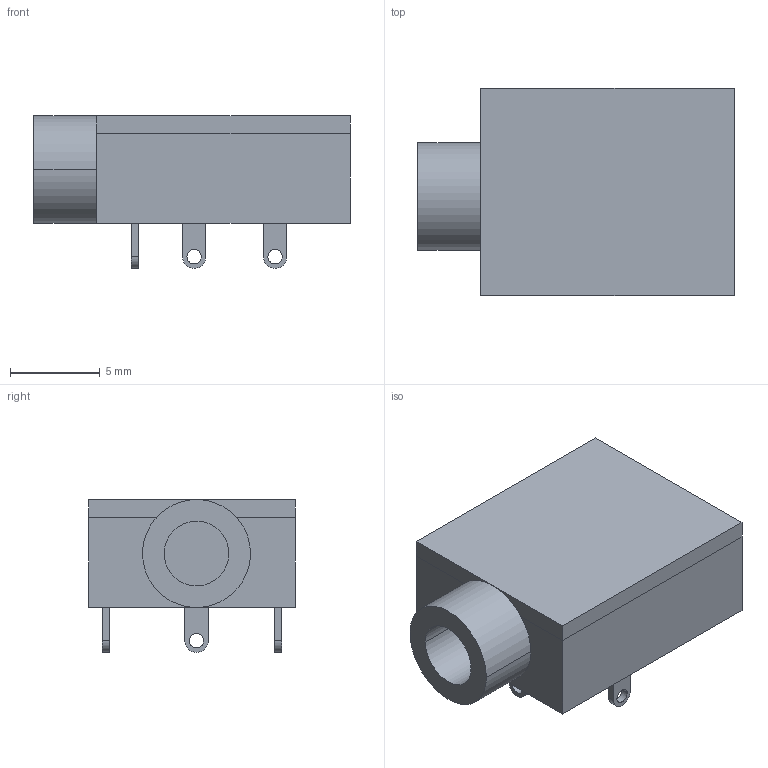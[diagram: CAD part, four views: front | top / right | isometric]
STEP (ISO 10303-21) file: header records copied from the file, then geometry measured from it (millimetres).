
FILE_DESCRIPTION(/* description */ (''),/* implementation_level */ '2;1');
FILE_NAME(/* name */ 'MJ352W-C',/* time_stamp */ '2023-10-01T15:55:40+09:00',/* author */ (''),/* organization */ (''),/* preprocessor_version */ 'ST-DEVELOPER v16.5',/* originating_system */ 'Rhino 7.24',/* authorisation */ '');
FILE_SCHEMA (('CONFIG_CONTROL_DESIGN'));
Length unit declared in the file: millimetre
Products named in the file (1): Document
Bounding box: 17.6 x 11.5 x 8.5 mm (x, y, z)
Volume: 1039.4 mm3; surface area: 1124.5 mm2
Topology: 6 solids, 6 shells, 42 faces, 90 edges, 60 vertices
Faces by surface type: plane 29, cylinder 13
Entity records: 1104 total; most frequent: CARTESIAN_POINT 380, ORIENTED_EDGE 180, EDGE_CURVE 90, VERTEX_POINT 60, EDGE_LOOP 50, DIRECTION 46, AXIS2_PLACEMENT_3D 44, ADVANCED_FACE 42
